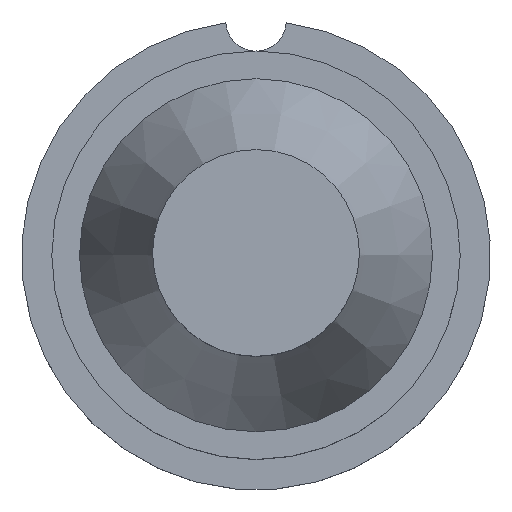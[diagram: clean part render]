
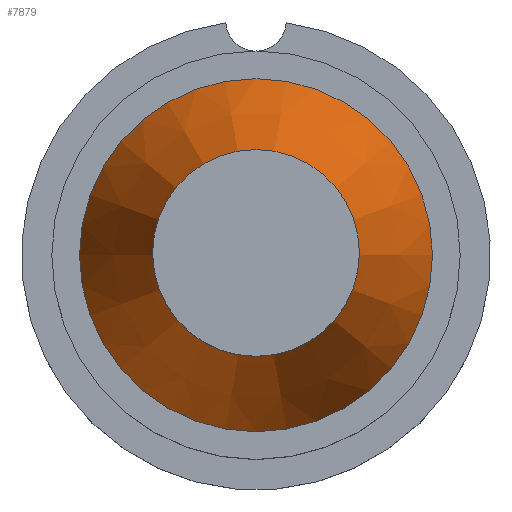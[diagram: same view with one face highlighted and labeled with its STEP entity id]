
A CAD part, top view. The second image highlights one B-rep face of the part: STEP entity #7879.
In plain terms, the highlighted conical face has half-angle 21.801 degrees and reference radius 7.5 mm.
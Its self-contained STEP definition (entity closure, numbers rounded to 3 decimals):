
#13=CONICAL_SURFACE($,#8178,7.5,21.801);
#271=FACE_BOUND($,#1817,.T.);
#1315=FACE_OUTER_BOUND($,#1816,.T.);
#1816=EDGE_LOOP($,(#7405));
#1817=EDGE_LOOP($,(#7406));
#1870=CIRCLE($,#8177,7.5);
#1871=CIRCLE($,#8179,17.5);
#4054=VERTEX_POINT($,#14736);
#4055=VERTEX_POINT($,#14739);
#5176=EDGE_CURVE($,#4054,#4054,#1870,.T.);
#5177=EDGE_CURVE($,#4055,#4055,#1871,.T.);
#7405=ORIENTED_EDGE($,*,*,#5176,.T.);
#7406=ORIENTED_EDGE($,*,*,#5177,.F.);
#7879=ADVANCED_FACE($,(#1315,#271),#13,.T.);
#8177=AXIS2_PLACEMENT_3D($,#14737,#9477,#9478);
#8178=AXIS2_PLACEMENT_3D($,#14738,#9479,#9480);
#8179=AXIS2_PLACEMENT_3D($,#14740,#9481,#9482);
#9477=DIRECTION('center_axis',(0.,0.,-1.));
#9478=DIRECTION('ref_axis',(-1.,0.,0.));
#9479=DIRECTION('center_axis',(0.,0.,-1.));
#9480=DIRECTION('ref_axis',(1.,0.,0.));
#9481=DIRECTION('center_axis',(0.,0.,-1.));
#9482=DIRECTION('ref_axis',(1.,0.,0.));
#14736=CARTESIAN_POINT('',(-7.5,0.,54.));
#14737=CARTESIAN_POINT('Origin',(0.,0.,54.));
#14738=CARTESIAN_POINT('Origin',(0.,0.,54.));
#14739=CARTESIAN_POINT('',(-17.5,0.,29.));
#14740=CARTESIAN_POINT('Origin',(0.,0.,29.));
